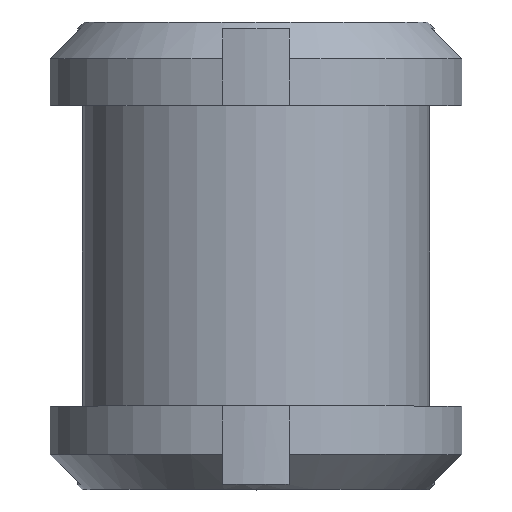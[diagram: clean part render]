
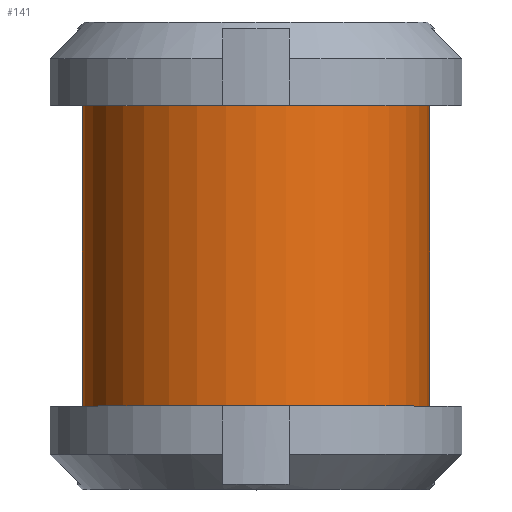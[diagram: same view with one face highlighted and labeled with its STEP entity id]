
A CAD part, top view. The second image highlights one B-rep face of the part: STEP entity #141.
In plain terms, the highlighted cylindrical face has radius 10.4 mm (diameter 20.8 mm), a full revolution.
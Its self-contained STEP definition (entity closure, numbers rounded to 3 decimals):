
#141 = ADVANCED_FACE( '', ( #304, #305 ), #306, .T. );
#304 = FACE_OUTER_BOUND( '', #483, .T. );
#305 = FACE_OUTER_BOUND( '', #484, .T. );
#306 = CYLINDRICAL_SURFACE( '', #485, 10.4 );
#483 = EDGE_LOOP( '', ( #833 ) );
#484 = EDGE_LOOP( '', ( #834 ) );
#485 = AXIS2_PLACEMENT_3D( '', #835, #836, #837 );
#833 = ORIENTED_EDGE( '', *, *, #1110, .T. );
#834 = ORIENTED_EDGE( '', *, *, #994, .F. );
#835 = CARTESIAN_POINT( '', ( 0., 0., 0. ) );
#836 = DIRECTION( '', ( 0., 1., 0. ) );
#837 = DIRECTION( '', ( 0., 0., -1. ) );
#994 = EDGE_CURVE( '', #1172, #1172, #1173, .T. );
#1110 = EDGE_CURVE( '', #1350, #1350, #1351, .T. );
#1172 = VERTEX_POINT( '', #1431 );
#1173 = CIRCLE( '', #1432, 10.4 );
#1350 = VERTEX_POINT( '', #1685 );
#1351 = CIRCLE( '', #1686, 10.4 );
#1431 = CARTESIAN_POINT( '', ( 0., 5., -10.4 ) );
#1432 = AXIS2_PLACEMENT_3D( '', #1745, #1746, #1747 );
#1685 = CARTESIAN_POINT( '', ( 0., 23., -10.4 ) );
#1686 = AXIS2_PLACEMENT_3D( '', #1896, #1897, #1898 );
#1745 = CARTESIAN_POINT( '', ( 0., 5., 0. ) );
#1746 = DIRECTION( '', ( 0., -1., 0. ) );
#1747 = DIRECTION( '', ( 0., 0., -1. ) );
#1896 = CARTESIAN_POINT( '', ( 0., 23., 0. ) );
#1897 = DIRECTION( '', ( 0., -1., 0. ) );
#1898 = DIRECTION( '', ( 0., 0., -1. ) );
